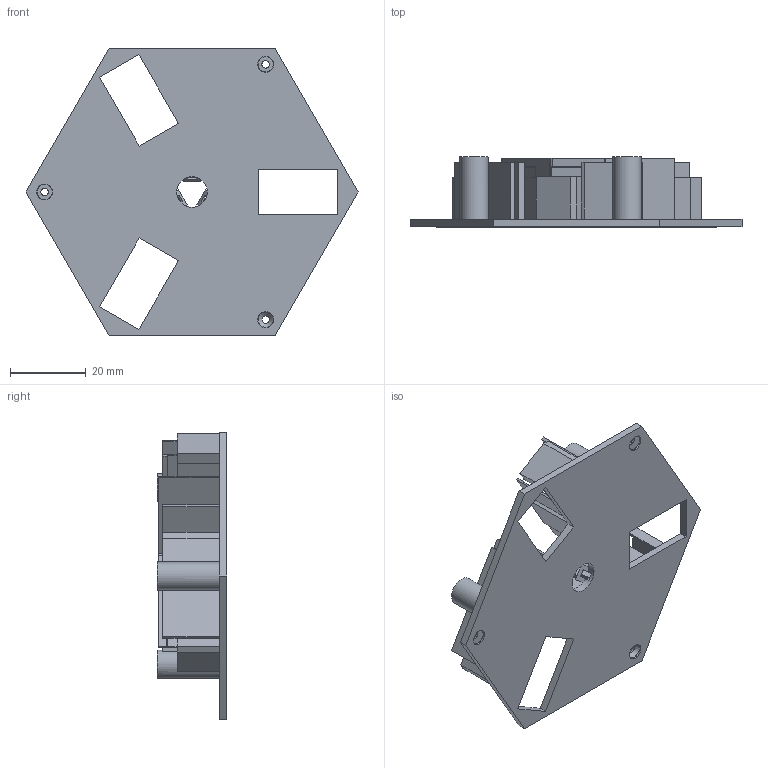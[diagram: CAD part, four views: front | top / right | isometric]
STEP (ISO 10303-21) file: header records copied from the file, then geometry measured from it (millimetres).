
FILE_DESCRIPTION(/* description */ (''),/* implementation_level */ '2;1');
FILE_NAME(/* name */ '18b7c727-1cc9-49c9-9fcc-9497e713de25.stp',/* time_stamp */ '2023-01-31T15:40:19Z',/* author */ (''),/* organization */ (''),/* preprocessor_version */ 'ST-DEVELOPER v19.2',/* originating_system */ 'Autodesk Translation Framework v11.17.0.187',/* authorisation */ '');
FILE_SCHEMA (('AUTOMOTIVE_DESIGN { 1 0 10303 214 3 1 1 }'));
Length unit declared in the file: millimetre
Products named in the file (1): Celluo V2.1 OmniWheels
Bounding box: 87.84 x 18.5 x 76.07 mm (x, y, z)
Volume: 13436.6 mm3; surface area: 18438.7 mm2
Topology: 1 solids, 1 shells, 243 faces, 699 edges, 464 vertices
Faces by surface type: plane 221, cylinder 16, cone 6
Full cylindrical faces by diameter (mm): 1.85 x3, 2 x3, 4.2 x3, 7.5 x3, 8.2 x1
Entity records: 7890 total; most frequent: CARTESIAN_POINT 1404, ORIENTED_EDGE 1392, DIRECTION 1231, EDGE_CURVE 696, LINE 649, VECTOR 649, VERTEX_POINT 464, AXIS2_PLACEMENT_3D 291
